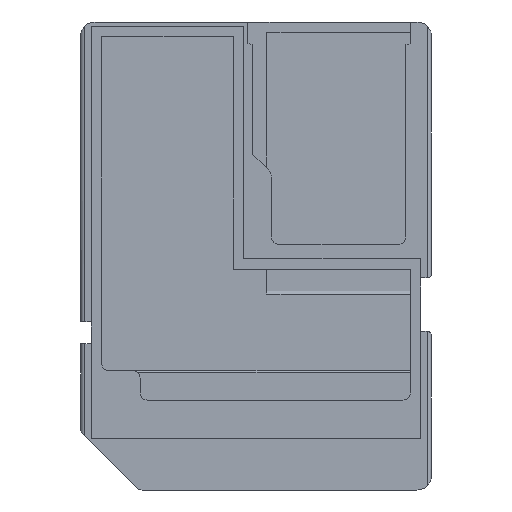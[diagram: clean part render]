
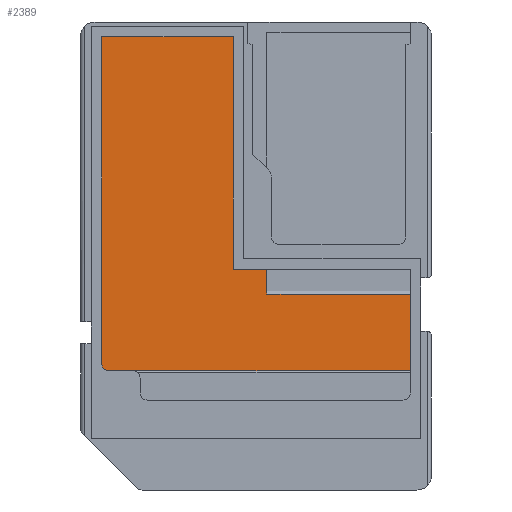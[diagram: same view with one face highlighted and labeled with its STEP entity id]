
A CAD part, front view. The second image highlights one B-rep face of the part: STEP entity #2389.
In plain terms, the highlighted planar face has unit normal (0, -1, 0).
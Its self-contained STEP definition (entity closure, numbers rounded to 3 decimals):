
#44=PLANE('',#2571);
#138=LINE('',#3513,#387);
#161=LINE('',#3571,#410);
#195=LINE('',#3746,#444);
#207=LINE('',#3772,#456);
#209=LINE('',#3776,#458);
#210=LINE('',#3778,#459);
#211=LINE('',#3780,#460);
#212=LINE('',#3781,#461);
#387=VECTOR('',#2781,10.);
#410=VECTOR('',#2838,10.);
#444=VECTOR('',#2962,10.);
#456=VECTOR('',#2984,10.);
#458=VECTOR('',#2988,10.);
#459=VECTOR('',#2989,10.);
#460=VECTOR('',#2990,10.);
#461=VECTOR('',#2991,10.);
#709=FACE_OUTER_BOUND('',#842,.T.);
#842=EDGE_LOOP('',(#1834,#1835,#1836,#1837,#1838,#1839,#1840,#1841));
#1049=VERTEX_POINT('',#3510);
#1050=VERTEX_POINT('',#3512);
#1067=VERTEX_POINT('',#3568);
#1068=VERTEX_POINT('',#3570);
#1117=VERTEX_POINT('',#3770);
#1118=VERTEX_POINT('',#3775);
#1119=VERTEX_POINT('',#3777);
#1120=VERTEX_POINT('',#3779);
#1286=EDGE_CURVE('',#1049,#1050,#138,.T.);
#1315=EDGE_CURVE('',#1067,#1068,#161,.T.);
#1378=EDGE_CURVE('',#1050,#1067,#195,.T.);
#1391=EDGE_CURVE('',#1117,#1049,#207,.T.);
#1393=EDGE_CURVE('',#1117,#1118,#209,.T.);
#1394=EDGE_CURVE('',#1119,#1118,#210,.T.);
#1395=EDGE_CURVE('',#1120,#1119,#211,.T.);
#1396=EDGE_CURVE('',#1068,#1120,#212,.T.);
#1834=ORIENTED_EDGE('',*,*,#1391,.F.);
#1835=ORIENTED_EDGE('',*,*,#1393,.T.);
#1836=ORIENTED_EDGE('',*,*,#1394,.F.);
#1837=ORIENTED_EDGE('',*,*,#1395,.F.);
#1838=ORIENTED_EDGE('',*,*,#1396,.F.);
#1839=ORIENTED_EDGE('',*,*,#1315,.F.);
#1840=ORIENTED_EDGE('',*,*,#1378,.F.);
#1841=ORIENTED_EDGE('',*,*,#1286,.F.);
#2389=ADVANCED_FACE('',(#709),#44,.F.);
#2571=AXIS2_PLACEMENT_3D('',#3774,#2986,#2987);
#2781=DIRECTION('',(0.,0.,-1.));
#2838=DIRECTION('',(0.,0.,1.));
#2962=DIRECTION('',(-1.,0.,0.));
#2984=DIRECTION('',(1.,0.,0.));
#2986=DIRECTION('center_axis',(0.,1.,0.));
#2987=DIRECTION('ref_axis',(0.,0.,1.));
#2988=DIRECTION('',(0.,0.,1.));
#2989=DIRECTION('',(1.,0.,0.));
#2990=DIRECTION('',(0.,0.,-1.));
#2991=DIRECTION('',(1.,0.,0.));
#3510=CARTESIAN_POINT('',(22.55,0.1,-18.6));
#3512=CARTESIAN_POINT('',(22.55,0.1,-23.85));
#3513=CARTESIAN_POINT('',(22.55,0.1,-16.9));
#3568=CARTESIAN_POINT('',(1.45,0.1,-23.85));
#3570=CARTESIAN_POINT('',(1.45,0.1,-1.));
#3571=CARTESIAN_POINT('',(1.45,0.1,-23.85));
#3746=CARTESIAN_POINT('',(10.45,0.1,-23.85));
#3770=CARTESIAN_POINT('',(12.75,0.1,-18.6));
#3772=CARTESIAN_POINT('',(17.275,0.1,-18.6));
#3774=CARTESIAN_POINT('Origin',(12.,0.1,-12.425));
#3775=CARTESIAN_POINT('',(12.75,0.1,-16.9));
#3776=CARTESIAN_POINT('',(12.75,0.1,-13.963));
#3777=CARTESIAN_POINT('',(10.45,0.1,-16.9));
#3778=CARTESIAN_POINT('',(4.075,0.1,-16.9));
#3779=CARTESIAN_POINT('',(10.45,0.1,-1.));
#3780=CARTESIAN_POINT('',(10.45,0.1,-1.));
#3781=CARTESIAN_POINT('',(1.45,0.1,-1.));
